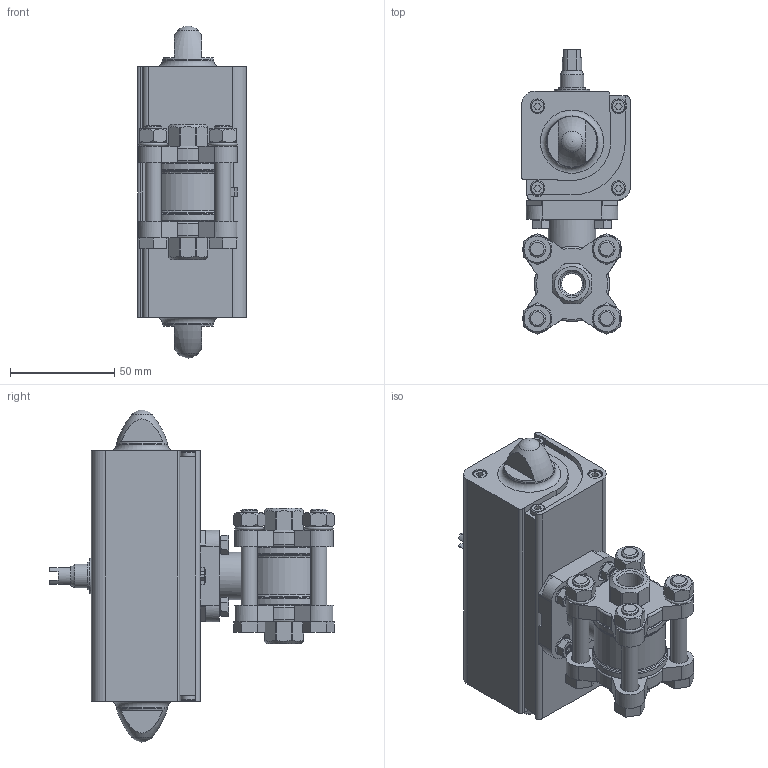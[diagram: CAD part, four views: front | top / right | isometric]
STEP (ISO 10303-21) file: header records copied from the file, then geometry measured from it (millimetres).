
FILE_DESCRIPTION(/* description */ ('STEP AP214'),/* implementation_level */ '2;1');
FILE_NAME(/* name */ '1809651_VZBA-1_4-GG-63-T-22-F0304-V4V4T-PP15-R-90-C',/* time_stamp */ '2024-09-17T23:44:21+02:00',/* author */ ('License CC BY-ND 4.0'),/* organization */ ('CADENAS'),/* preprocessor_version */ 'ST-DEVELOPER v19.3',/* originating_system */ 'PARTsolutions',/* authorisation */ ' ');
FILE_SCHEMA (('AUTOMOTIVE_DESIGN {1 0 10303 214 3 1 1}'));
Length unit declared in the file: millimetre
Products named in the file (8): 1809651 VZBA-1/4"-GG-63-T-22-F0304-V4V4T-PP15-R-90-C; 1686625 VZBA-1/4''-GG-63-T-22-F0304-V4V4T; 690066 S 5 A2; DIN 934 - M5(F); DIN-913 - M5x25; 8082117 DARQ-R-A-S11-S9-11; 533475 DAPS-0015-090-R-F04---(1); 533475 DAPS-0015-090-R-F04---(2)
Assembly tree (15 placements, depth 2):
  1809651 VZBA-1/4"-GG-63-T-22-F0304-V4V4T-PP15-R-90-C
    690066 S 5 A2  x4
    DIN 934 - M5(F)  x4
    DIN-913 - M5x25  x4
    8082117 DARQ-R-A-S11-S9-11
    533475 DAPS-0015-090-R-F04---(1)
    533475 DAPS-0015-090-R-F04---(2)
  1686625 VZBA-1/4''-GG-63-T-22-F0304-V4V4T
Bounding box: 52.2 x 136.32 x 159 mm (x, y, z)
Volume: 410990 mm3; surface area: 76563.7 mm2
Topology: 16 solids, 16 shells, 749 faces, 1836 edges, 1164 vertices
Faces by surface type: plane 430, cylinder 163, cone 116, torus 38, sphere 2
Full cylindrical faces by diameter (mm): 3.7 x1, 4.134 x16, 4.917 x1, 5 x4, 5.3 x4, 7 x8, 7.75 x4, 8 x8, 8.566 x2, 9 x13, 10 x1, 11.2 x1, 11.445 x2, 13 x1, 13.5 x1, 17 x2, 22 x2, 22.7 x1, 28.7 x1, 36 x2
Entity records: 18752 total; most frequent: CARTESIAN_POINT 3842, DIRECTION 3021, ORIENTED_EDGE 2836, EDGE_CURVE 1418, AXIS2_PLACEMENT_3D 1107, VERTEX_POINT 1000, FACE_BOUND 886, EDGE_LOOP 871
